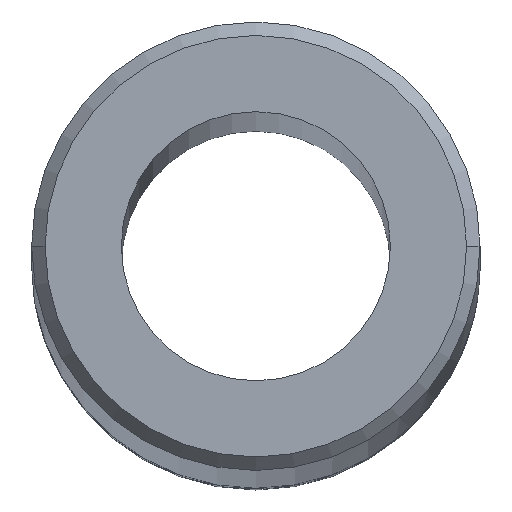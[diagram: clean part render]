
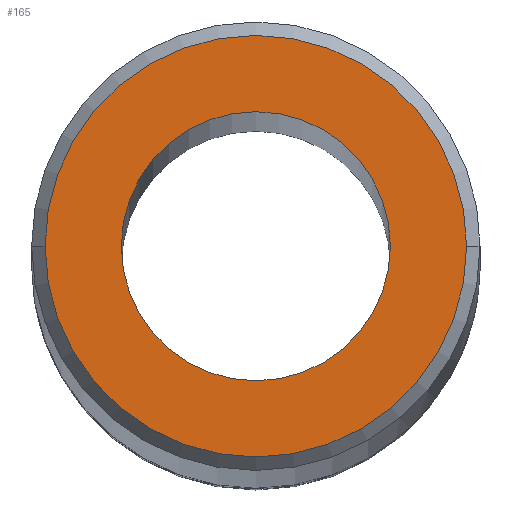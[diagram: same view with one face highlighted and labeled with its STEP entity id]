
A CAD part, top view. The second image highlights one B-rep face of the part: STEP entity #165.
In plain terms, the highlighted planar face has unit normal (0, 0, 1).
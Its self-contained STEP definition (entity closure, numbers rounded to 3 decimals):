
#1 = VERTEX_POINT ( 'NONE', #170 ) ;
#15 = VERTEX_POINT ( 'NONE', #232 ) ;
#80 = EDGE_LOOP ( 'NONE', ( #164, #172 ) ) ;
#86 = EDGE_CURVE ( 'NONE', #15, #139, #900, .T. ) ;
#106 = EDGE_LOOP ( 'NONE', ( #173, #166 ) ) ;
#139 = VERTEX_POINT ( 'NONE', #971 ) ;
#141 = EDGE_CURVE ( 'NONE', #153, #1, #926, .T. ) ;
#153 = VERTEX_POINT ( 'NONE', #776 ) ;
#164 = ORIENTED_EDGE ( 'NONE', *, *, #177, .T. ) ;
#165 = ADVANCED_FACE ( 'NONE', ( #1041, #1056 ), #1043, .T. ) ;
#166 = ORIENTED_EDGE ( 'NONE', *, *, #86, .F. ) ;
#170 = CARTESIAN_POINT ( 'NONE',  ( -4.7, 0., 125. ) ) ;
#172 = ORIENTED_EDGE ( 'NONE', *, *, #141, .T. ) ;
#173 = ORIENTED_EDGE ( 'NONE', *, *, #175, .F. ) ;
#175 = EDGE_CURVE ( 'NONE', #139, #15, #1049, .T. ) ;
#177 = EDGE_CURVE ( 'NONE', #1, #153, #446, .T. ) ;
#232 = CARTESIAN_POINT ( 'NONE',  ( -3., 0., 125. ) ) ;
#299 = AXIS2_PLACEMENT_3D ( 'NONE', #582, #778, #784 ) ;
#446 = CIRCLE ( 'NONE', #299, 4.7 ) ;
#582 = CARTESIAN_POINT ( 'NONE',  ( 0., 0., 125. ) ) ;
#645 = DIRECTION ( 'NONE',  ( 1., 0., 0. ) ) ;
#699 = DIRECTION ( 'NONE',  ( 0., 0., 1. ) ) ;
#700 = AXIS2_PLACEMENT_3D ( 'NONE', #736, #699, #645 ) ;
#736 = CARTESIAN_POINT ( 'NONE',  ( 0., 0., 125. ) ) ;
#776 = CARTESIAN_POINT ( 'NONE',  ( 4.7, 0., 125. ) ) ;
#778 = DIRECTION ( 'NONE',  ( 0., 0., 1. ) ) ;
#784 = DIRECTION ( 'NONE',  ( 1., 0., 0. ) ) ;
#900 = CIRCLE ( 'NONE', #700, 3. ) ;
#926 = CIRCLE ( 'NONE', #965, 4.7 ) ;
#962 = DIRECTION ( 'NONE',  ( 1., 0., 0. ) ) ;
#963 = DIRECTION ( 'NONE',  ( 0., 0., 1. ) ) ;
#964 = CARTESIAN_POINT ( 'NONE',  ( 0., 0., 125. ) ) ;
#965 = AXIS2_PLACEMENT_3D ( 'NONE', #964, #963, #962 ) ;
#971 = CARTESIAN_POINT ( 'NONE',  ( 3., 0., 125. ) ) ;
#1040 = CARTESIAN_POINT ( 'NONE',  ( 0., 0., 125. ) ) ;
#1041 = FACE_BOUND ( 'NONE', #106, .T. ) ;
#1042 = AXIS2_PLACEMENT_3D ( 'NONE', #1040, #1054, #1053 ) ;
#1043 = PLANE ( 'NONE',  #1042 ) ;
#1044 = DIRECTION ( 'NONE',  ( 1., 0., 0. ) ) ;
#1045 = DIRECTION ( 'NONE',  ( 0., 0., 1. ) ) ;
#1046 = CARTESIAN_POINT ( 'NONE',  ( 0., 0., 125. ) ) ;
#1047 = AXIS2_PLACEMENT_3D ( 'NONE', #1046, #1045, #1044 ) ;
#1049 = CIRCLE ( 'NONE', #1047, 3. ) ;
#1053 = DIRECTION ( 'NONE',  ( 1., 0., 0. ) ) ;
#1054 = DIRECTION ( 'NONE',  ( 0., 0., 1. ) ) ;
#1056 = FACE_OUTER_BOUND ( 'NONE', #80, .T. ) ;
